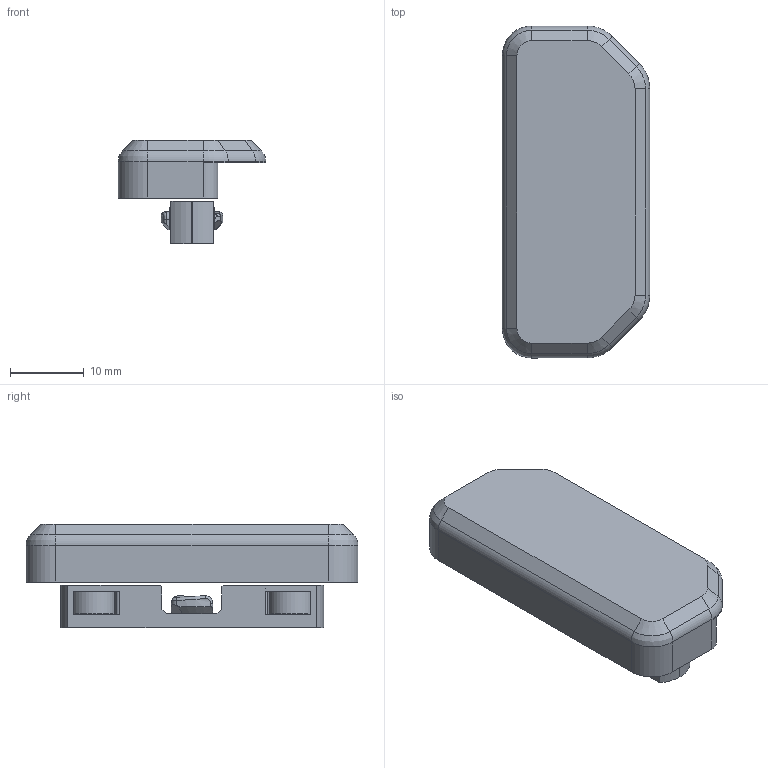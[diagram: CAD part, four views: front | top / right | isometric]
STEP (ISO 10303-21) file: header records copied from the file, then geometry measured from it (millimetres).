
FILE_DESCRIPTION(/* description */ (''),/* implementation_level */ '2;1');
FILE_NAME(/* name */ 'Magnetic Panels - Magnet Inserts v2.step',/* time_stamp */ '2022-10-03T08:32:30-07:00',/* author */ (''),/* organization */ (''),/* preprocessor_version */ 'ST-DEVELOPER v19',/* originating_system */ 'Autodesk Translation Framework v11.7.0.108',/* authorisation */ '');
FILE_SCHEMA (('AUTOMOTIVE_DESIGN { 1 0 10303 214 3 1 1 }'));
Length unit declared in the file: millimetre
Products named in the file (2): Magnetic Panels - Magnet Inserts; Mid Panel Clip 4mm, V2 Insert and Nut
Assembly tree (1 placements, depth 2):
  Magnetic Panels - Magnet Inserts
    Mid Panel Clip 4mm, V2 Insert and Nut
Bounding box: 20 x 45 x 13.97 mm (x, y, z)
Volume: 4025.8 mm3; surface area: 4599.1 mm2
Topology: 5 solids, 5 shells, 176 faces, 437 edges, 276 vertices
Faces by surface type: cylinder 69, plane 69, cone 22, torus 8, bspline 8
Full cylindrical faces by diameter (mm): 2.38 x1, 6 x2, 6.15 x2
Entity records: 5539 total; most frequent: CARTESIAN_POINT 1229, DIRECTION 925, ORIENTED_EDGE 874, EDGE_CURVE 437, AXIS2_PLACEMENT_3D 354, VERTEX_POINT 276, LINE 217, VECTOR 217
